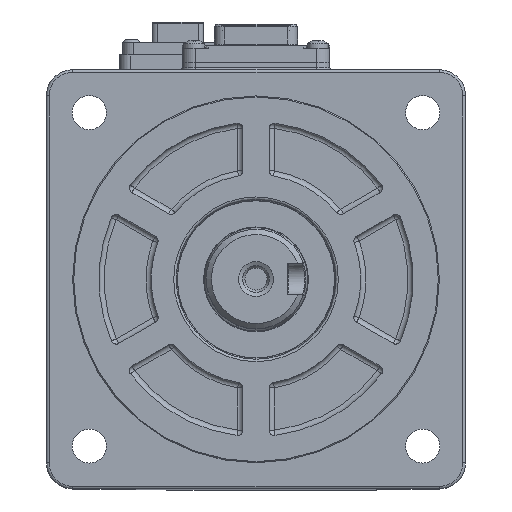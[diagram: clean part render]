
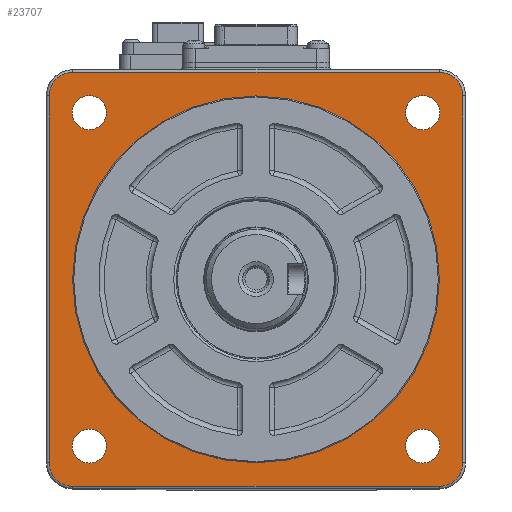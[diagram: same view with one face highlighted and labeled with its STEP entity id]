
A CAD part, top view. The second image highlights one B-rep face of the part: STEP entity #23707.
In plain terms, the highlighted planar face has unit normal (0, 0, 1).
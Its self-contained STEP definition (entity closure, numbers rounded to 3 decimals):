
#14 = DIRECTION ( 'NONE',  ( 1., 0., 0. ) ) ;
#304 = CARTESIAN_POINT ( 'NONE',  ( 10.522, 39.895, 133.5 ) ) ;
#317 = VERTEX_POINT ( 'NONE', #3714 ) ;
#494 = FACE_BOUND ( 'NONE', #26095, .T. ) ;
#606 = CIRCLE ( 'NONE', #2411, 35. ) ;
#656 = AXIS2_PLACEMENT_3D ( 'NONE', #7262, #13846, #22994 ) ;
#827 = VECTOR ( 'NONE', #18778, 1000. ) ;
#1045 = DIRECTION ( 'NONE',  ( 0., 0., 1. ) ) ;
#1177 = AXIS2_PLACEMENT_3D ( 'NONE', #13832, #22670, #2668 ) ;
#1319 = CARTESIAN_POINT ( 'NONE',  ( -53.117, -23.744, 133.5 ) ) ;
#1455 = VERTEX_POINT ( 'NONE', #20488 ) ;
#1711 = VECTOR ( 'NONE', #18357, 1000. ) ;
#2348 = DIRECTION ( 'NONE',  ( 0., 0., 1. ) ) ;
#2411 = AXIS2_PLACEMENT_3D ( 'NONE', #7407, #16714, #19205 ) ;
#2431 = ORIENTED_EDGE ( 'NONE', *, *, #25353, .F. ) ;
#2468 = EDGE_LOOP ( 'NONE', ( #29714 ) ) ;
#2562 = CARTESIAN_POINT ( 'NONE',  ( 18.203, -26.925, 133.5 ) ) ;
#2658 = CIRCLE ( 'NONE', #1177, 3.25 ) ;
#2668 = DIRECTION ( 'NONE',  ( 1., 0., 0. ) ) ;
#3349 = VECTOR ( 'NONE', #27021, 1000. ) ;
#3710 = FACE_BOUND ( 'NONE', #2468, .T. ) ;
#3714 = CARTESIAN_POINT ( 'NONE',  ( 18.203, 43.075, 133.5 ) ) ;
#3775 = AXIS2_PLACEMENT_3D ( 'NONE', #27292, #18234, #20535 ) ;
#5034 = CARTESIAN_POINT ( 'NONE',  ( -56.297, -26.925, 133.5 ) ) ;
#5526 = AXIS2_PLACEMENT_3D ( 'NONE', #1319, #21967, #17177 ) ;
#6288 = AXIS2_PLACEMENT_3D ( 'NONE', #29681, #23069, #25369 ) ;
#6589 = FACE_OUTER_BOUND ( 'NONE', #10379, .T. ) ;
#7262 = CARTESIAN_POINT ( 'NONE',  ( -21.297, 8.075, 133.5 ) ) ;
#7407 = CARTESIAN_POINT ( 'NONE',  ( -21.297, 8.075, 133.5 ) ) ;
#7487 = CARTESIAN_POINT ( 'NONE',  ( -60.797, 43.075, 133.5 ) ) ;
#7516 = DIRECTION ( 'NONE',  ( 1., 0., 0. ) ) ;
#7847 = AXIS2_PLACEMENT_3D ( 'NONE', #304, #2348, #14 ) ;
#8088 = CARTESIAN_POINT ( 'NONE',  ( -60.797, -26.925, 133.5 ) ) ;
#8090 = CIRCLE ( 'NONE', #12741, 4.5 ) ;
#8510 = EDGE_LOOP ( 'NONE', ( #2431 ) ) ;
#8631 = EDGE_CURVE ( 'NONE', #29286, #29286, #606, .T. ) ;
#8698 = VERTEX_POINT ( 'NONE', #22315 ) ;
#9294 = CARTESIAN_POINT ( 'NONE',  ( 13.772, 39.895, 133.5 ) ) ;
#9589 = ORIENTED_EDGE ( 'NONE', *, *, #13665, .T. ) ;
#10228 = EDGE_CURVE ( 'NONE', #24330, #25287, #26068, .T. ) ;
#10379 = EDGE_LOOP ( 'NONE', ( #19297, #24546, #22027, #29707, #20668, #16867, #20766, #9589 ) ) ;
#10391 = DIRECTION ( 'NONE',  ( 0., -1., 0. ) ) ;
#11048 = CARTESIAN_POINT ( 'NONE',  ( 18.203, 8.075, 133.5 ) ) ;
#11192 = CIRCLE ( 'NONE', #6288, 4.5 ) ;
#11274 = AXIS2_PLACEMENT_3D ( 'NONE', #5034, #25178, #27492 ) ;
#11337 = CARTESIAN_POINT ( 'NONE',  ( -21.297, 47.575, 133.5 ) ) ;
#11416 = ORIENTED_EDGE ( 'NONE', *, *, #25250, .F. ) ;
#11601 = CARTESIAN_POINT ( 'NONE',  ( -49.867, -23.744, 133.5 ) ) ;
#12391 = VERTEX_POINT ( 'NONE', #2562 ) ;
#12392 = EDGE_CURVE ( 'NONE', #8698, #24330, #11192, .T. ) ;
#12741 = AXIS2_PLACEMENT_3D ( 'NONE', #18909, #18806, #7516 ) ;
#13263 = PLANE ( 'NONE',  #656 ) ;
#13457 = VERTEX_POINT ( 'NONE', #9294 ) ;
#13519 = CARTESIAN_POINT ( 'NONE',  ( -60.797, -26.925, 133.5 ) ) ;
#13665 = EDGE_CURVE ( 'NONE', #317, #1455, #16513, .T. ) ;
#13832 = CARTESIAN_POINT ( 'NONE',  ( 10.522, -23.744, 133.5 ) ) ;
#13846 = DIRECTION ( 'NONE',  ( 0., 0., 1. ) ) ;
#14052 = VERTEX_POINT ( 'NONE', #23488 ) ;
#15052 = CIRCLE ( 'NONE', #5526, 3.25 ) ;
#15269 = VERTEX_POINT ( 'NONE', #18334 ) ;
#15456 = EDGE_CURVE ( 'NONE', #21756, #21756, #15052, .T. ) ;
#16513 = CIRCLE ( 'NONE', #27956, 4.5 ) ;
#16714 = DIRECTION ( 'NONE',  ( 0., 0., 1. ) ) ;
#16867 = ORIENTED_EDGE ( 'NONE', *, *, #22636, .T. ) ;
#17177 = DIRECTION ( 'NONE',  ( 1., 0., 0. ) ) ;
#17358 = EDGE_CURVE ( 'NONE', #25287, #18139, #22879, .T. ) ;
#17528 = LINE ( 'NONE', #11337, #1711 ) ;
#18139 = VERTEX_POINT ( 'NONE', #21541 ) ;
#18234 = DIRECTION ( 'NONE',  ( 0., 0., 1. ) ) ;
#18334 = CARTESIAN_POINT ( 'NONE',  ( -49.867, 39.895, 133.5 ) ) ;
#18357 = DIRECTION ( 'NONE',  ( -1., 0., 0. ) ) ;
#18778 = DIRECTION ( 'NONE',  ( 1., 0., 0. ) ) ;
#18806 = DIRECTION ( 'NONE',  ( 0., 0., 1. ) ) ;
#18873 = CARTESIAN_POINT ( 'NONE',  ( 13.703, -31.425, 133.5 ) ) ;
#18909 = CARTESIAN_POINT ( 'NONE',  ( 13.703, -26.925, 133.5 ) ) ;
#19013 = ORIENTED_EDGE ( 'NONE', *, *, #22004, .F. ) ;
#19073 = EDGE_CURVE ( 'NONE', #18139, #14052, #24171, .T. ) ;
#19205 = DIRECTION ( 'NONE',  ( 1., 0., 0. ) ) ;
#19297 = ORIENTED_EDGE ( 'NONE', *, *, #26822, .T. ) ;
#20488 = CARTESIAN_POINT ( 'NONE',  ( 13.703, 47.575, 133.5 ) ) ;
#20535 = DIRECTION ( 'NONE',  ( 1., 0., 0. ) ) ;
#20668 = ORIENTED_EDGE ( 'NONE', *, *, #19073, .T. ) ;
#20766 = ORIENTED_EDGE ( 'NONE', *, *, #23683, .T. ) ;
#21283 = FACE_BOUND ( 'NONE', #21358, .T. ) ;
#21358 = EDGE_LOOP ( 'NONE', ( #11416 ) ) ;
#21541 = CARTESIAN_POINT ( 'NONE',  ( -56.297, -31.425, 133.5 ) ) ;
#21756 = VERTEX_POINT ( 'NONE', #11601 ) ;
#21967 = DIRECTION ( 'NONE',  ( 0., 0., 1. ) ) ;
#22004 = EDGE_CURVE ( 'NONE', #27824, #27824, #2658, .T. ) ;
#22027 = ORIENTED_EDGE ( 'NONE', *, *, #10228, .T. ) ;
#22315 = CARTESIAN_POINT ( 'NONE',  ( -56.297, 47.575, 133.5 ) ) ;
#22636 = EDGE_CURVE ( 'NONE', #14052, #12391, #8090, .T. ) ;
#22670 = DIRECTION ( 'NONE',  ( 0., 0., 1. ) ) ;
#22879 = CIRCLE ( 'NONE', #11274, 4.5 ) ;
#22994 = DIRECTION ( 'NONE',  ( 1., 0., 0. ) ) ;
#23069 = DIRECTION ( 'NONE',  ( 0., 0., 1. ) ) ;
#23488 = CARTESIAN_POINT ( 'NONE',  ( 13.703, -31.425, 133.5 ) ) ;
#23683 = EDGE_CURVE ( 'NONE', #12391, #317, #24889, .T. ) ;
#23707 = ADVANCED_FACE ( 'NONE', ( #6589, #25612, #494, #3710, #21283, #24166 ), #13263, .T. ) ;
#24030 = CARTESIAN_POINT ( 'NONE',  ( 13.703, 43.075, 133.5 ) ) ;
#24059 = EDGE_LOOP ( 'NONE', ( #29625 ) ) ;
#24166 = FACE_BOUND ( 'NONE', #8510, .T. ) ;
#24171 = LINE ( 'NONE', #18873, #827 ) ;
#24330 = VERTEX_POINT ( 'NONE', #7487 ) ;
#24546 = ORIENTED_EDGE ( 'NONE', *, *, #12392, .T. ) ;
#24597 = VECTOR ( 'NONE', #10391, 1000. ) ;
#24889 = LINE ( 'NONE', #11048, #3349 ) ;
#24968 = CARTESIAN_POINT ( 'NONE',  ( 13.703, 8.075, 133.5 ) ) ;
#25178 = DIRECTION ( 'NONE',  ( 0., 0., 1. ) ) ;
#25250 = EDGE_CURVE ( 'NONE', #15269, #15269, #28730, .T. ) ;
#25251 = CARTESIAN_POINT ( 'NONE',  ( 13.772, -23.744, 133.5 ) ) ;
#25287 = VERTEX_POINT ( 'NONE', #13519 ) ;
#25353 = EDGE_CURVE ( 'NONE', #13457, #13457, #25515, .T. ) ;
#25369 = DIRECTION ( 'NONE',  ( 1., 0., 0. ) ) ;
#25515 = CIRCLE ( 'NONE', #7847, 3.25 ) ;
#25612 = FACE_BOUND ( 'NONE', #24059, .T. ) ;
#26068 = LINE ( 'NONE', #8088, #24597 ) ;
#26095 = EDGE_LOOP ( 'NONE', ( #19013 ) ) ;
#26547 = DIRECTION ( 'NONE',  ( 1., 0., 0. ) ) ;
#26822 = EDGE_CURVE ( 'NONE', #1455, #8698, #17528, .T. ) ;
#27021 = DIRECTION ( 'NONE',  ( 0., 1., 0. ) ) ;
#27292 = CARTESIAN_POINT ( 'NONE',  ( -53.117, 39.895, 133.5 ) ) ;
#27492 = DIRECTION ( 'NONE',  ( 1., 0., 0. ) ) ;
#27824 = VERTEX_POINT ( 'NONE', #25251 ) ;
#27956 = AXIS2_PLACEMENT_3D ( 'NONE', #24030, #1045, #26547 ) ;
#28730 = CIRCLE ( 'NONE', #3775, 3.25 ) ;
#29286 = VERTEX_POINT ( 'NONE', #24968 ) ;
#29625 = ORIENTED_EDGE ( 'NONE', *, *, #8631, .F. ) ;
#29681 = CARTESIAN_POINT ( 'NONE',  ( -56.297, 43.075, 133.5 ) ) ;
#29707 = ORIENTED_EDGE ( 'NONE', *, *, #17358, .T. ) ;
#29714 = ORIENTED_EDGE ( 'NONE', *, *, #15456, .F. ) ;
